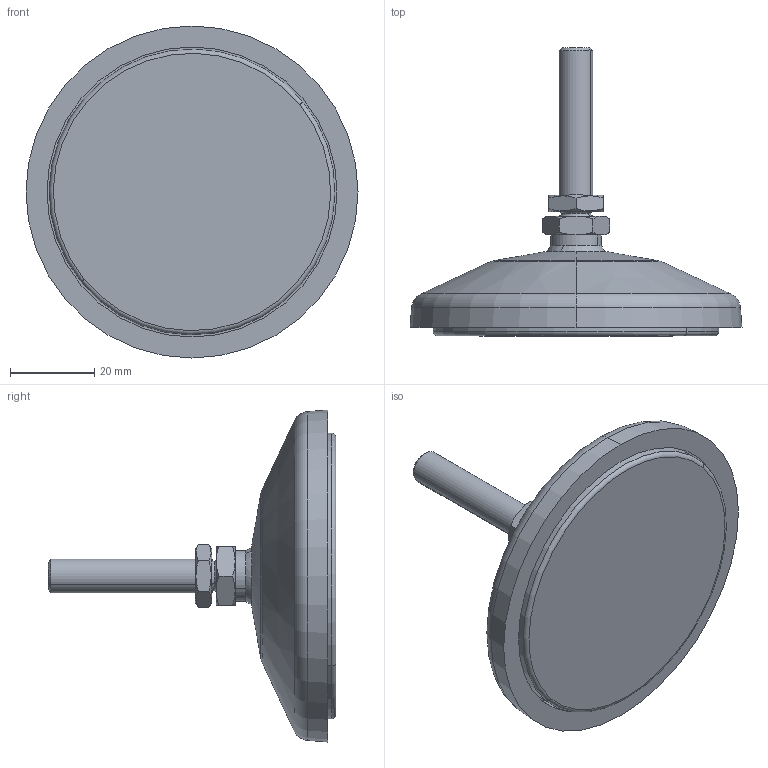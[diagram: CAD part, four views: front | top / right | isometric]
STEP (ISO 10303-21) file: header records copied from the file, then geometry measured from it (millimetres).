
FILE_DESCRIPTION (( 'STEP AP203' ), '1' );
FILE_NAME ('7003-00730.asm.step', '2024-02-26T13:35:12', ( '' ), ( '' ), 'SwSTEP 2.0', 'SolidWorks 2022', '' );
FILE_SCHEMA (( 'CONFIG_CONTROL_DESIGN' ));
Length unit declared in the file: millimetre
Products named in the file (5): 7003-00704; 7003-00730.asm; 7003-00731; 7003-00554; 7003-00712
Assembly tree (4 placements, depth 2):
  7003-00730.asm
    7003-00704
    7003-00554
    7003-00712
    7003-00731
Bounding box: 79 x 68.5 x 79 mm (x, y, z)
Volume: 70189.8 mm3; surface area: 24705 mm2
Topology: 4 solids, 4 shells, 82 faces, 182 edges, 109 vertices
Faces by surface type: cone 32, plane 23, cylinder 14, torus 9, sphere 4
Entity records: 3179 total; most frequent: CARTESIAN_POINT 890, DIRECTION 402, ORIENTED_EDGE 350, AXIS2_PLACEMENT_3D 178, EDGE_CURVE 175, VERTEX_POINT 106, EDGE_LOOP 89, CIRCLE 89
